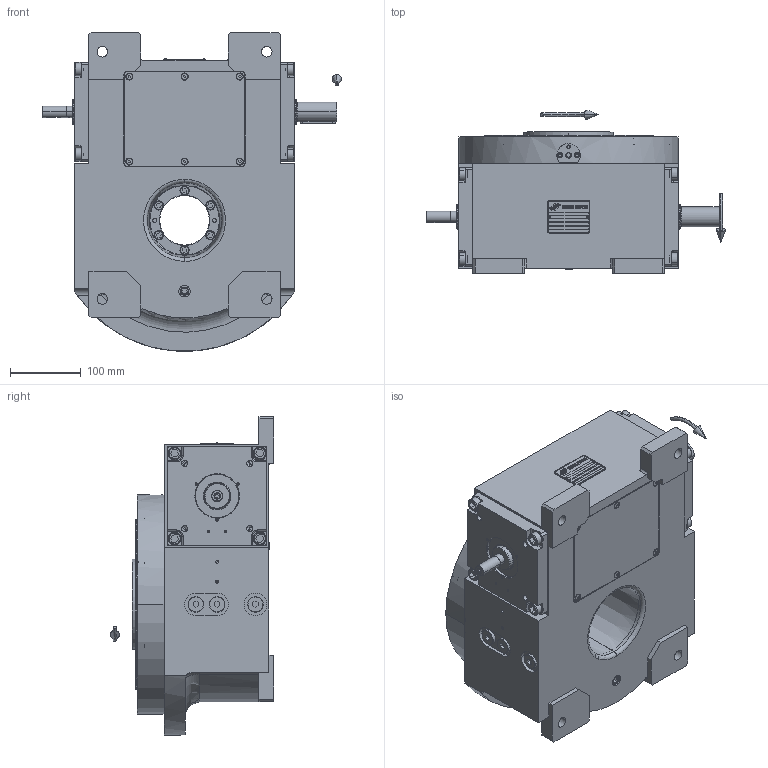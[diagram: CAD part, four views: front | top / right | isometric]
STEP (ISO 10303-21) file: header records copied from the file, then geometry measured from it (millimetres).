
FILE_DESCRIPTION (( 'STEP AP203' ), '1' );
FILE_NAME ('PC5201326.step', '2025-11-27T10:07:22', ( '' ), ( '' ), 'SwSTEP 2.0', 'SolidWorks 2020', '' );
FILE_SCHEMA (( 'CONFIG_CONTROL_DESIGN' ));
Length unit declared in the file: millimetre
Products named in the file (84): cfn2276_01_056; cfn2000_01_099; cfn2000_01_126; CFN2223_02_003.stp; cfn2003_01_054; CFN2010_01_020.stp; CFN2203_02_002.stp; cfn2000_01_081; cfn2201_01_040; rig09_007_master; CFN2104_02_018.stp; AS_rig09_004; cfn2000_01_161; cfn2107_01_001; cfn2155_01_095; cfn2151_01_167; cfn2115_02_057; cfn2155_01_196; RIG09_005_ASM.stp; freccia_angolare_albero; rig09_003_12; AS_900_38_30_003; CFN2155_01_195.stp; RIG09_021_AF0.stp; RIG09_005_AF0.stp; cfn2205_01_015; olio_agip_blasia_150; cfn2128_19_002; CFN2356_03_053.stp; 900_38_30_003; PC5201326; freccia_angolare; AS_rig09_071_12_m; rig09_017; CFN2000_01_185.stp; rig09_002_bc; rig09_001_a_s_011; cfn2151_01_170; cfn2104_01_018; cfn2115_01_005 ...
Assembly tree (71 placements, depth 5):
  cfn2276_01_056
  CFN2223_02_003.stp
  CFN2010_01_020.stp
  CFN2203_02_002.stp
  cfn2201_01_040
Bounding box: 422 x 231 x 450 mm (x, y, z)
Volume: 4767639.3 mm3; surface area: 1230414 mm2
Topology: 62 solids, 62 shells, 2010 faces, 4950 edges, 3168 vertices
Faces by surface type: plane 1028, cylinder 635, cone 312, torus 29, sphere 4, bspline 2
Entity records: 69652 total; most frequent: CARTESIAN_POINT 13695, DIRECTION 10021, ORIENTED_EDGE 9560, EDGE_CURVE 4780, AXIS2_PLACEMENT_3D 3449, LINE 3123, VECTOR 3123, VERTEX_POINT 3107
